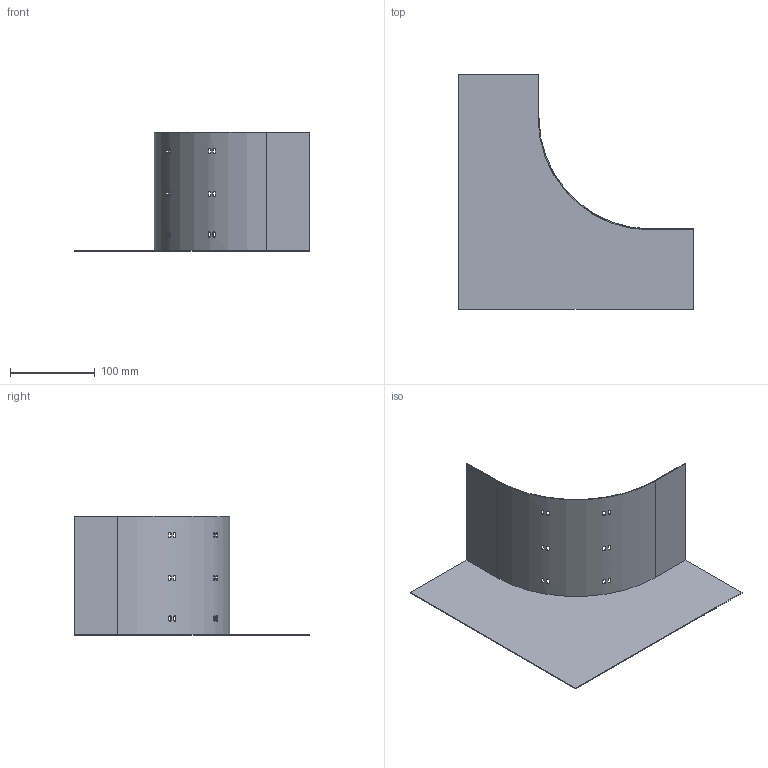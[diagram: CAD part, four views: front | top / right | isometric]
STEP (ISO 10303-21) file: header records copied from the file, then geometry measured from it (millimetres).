
FILE_DESCRIPTION(/* description */ (''),/* implementation_level */ '2;1');
FILE_NAME(/* name */ '944770.stp',/* time_stamp */ '2025-12-05T09:52:05+01:00',/* author */ ('mael.lecharpentier'),/* organization */ (''),/* preprocessor_version */ 'ST-DEVELOPER v20',/* originating_system */ 'AutoCAD Mechanical',/* authorisation */ '');
FILE_SCHEMA (('AUTOMOTIVE_DESIGN { 1 0 10303 214 3 1 1 }'));
Length unit declared in the file: millimetre
Products named in the file (1): Product
Bounding box: 276.38 x 276.38 x 141.22 mm (x, y, z)
Volume: 96350.6 mm3; surface area: 192053.8 mm2
Topology: 2 solids, 2 shells, 75 faces, 209 edges, 138 vertices
Faces by surface type: plane 48, cylinder 27
Entity records: 3922 total; most frequent: CARTESIAN_POINT 2007, ORIENTED_EDGE 418, DIRECTION 319, EDGE_CURVE 209, LINE 155, VECTOR 155, VERTEX_POINT 138, EDGE_LOOP 99
